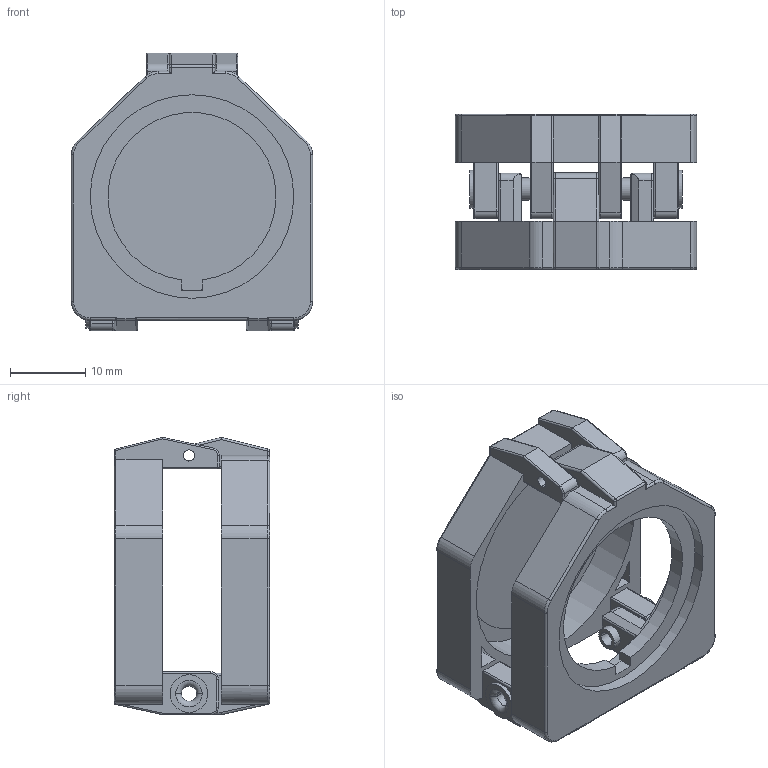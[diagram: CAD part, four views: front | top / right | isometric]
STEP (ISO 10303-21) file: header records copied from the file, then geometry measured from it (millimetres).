
FILE_DESCRIPTION((''),'2;1');
FILE_NAME('F-05','2023-07-05T',('Administrator'),('zyb.com'),'PRO/ENGINEER BY PARAMETRIC TECHNOLOGY CORPORATION, 2010280','PRO/ENGINEER BY PARAMETRIC TECHNOLOGY CORPORATION, 2010280','');
FILE_SCHEMA(('AUTOMOTIVE_DESIGN { 1 0 10303 214 1 1 1 1 }'));
Length unit declared in the file: millimetre
Products named in the file (1): F-05
Bounding box: 32 x 20.6 x 36.8 mm (x, y, z)
Volume: 6262.9 mm3; surface area: 6739 mm2
Topology: 1 solids, 3 shells, 309 faces, 748 edges, 448 vertices
Faces by surface type: cylinder 149, plane 95, torus 45, sphere 20
Entity records: 11445 total; most frequent: CARTESIAN_POINT 1817, DIRECTION 1619, ORIENTED_EDGE 1496, EDGE_CURVE 748, AXIS2_PLACEMENT_3D 621, VERTEX_POINT 448, VECTOR 377, LINE 377
